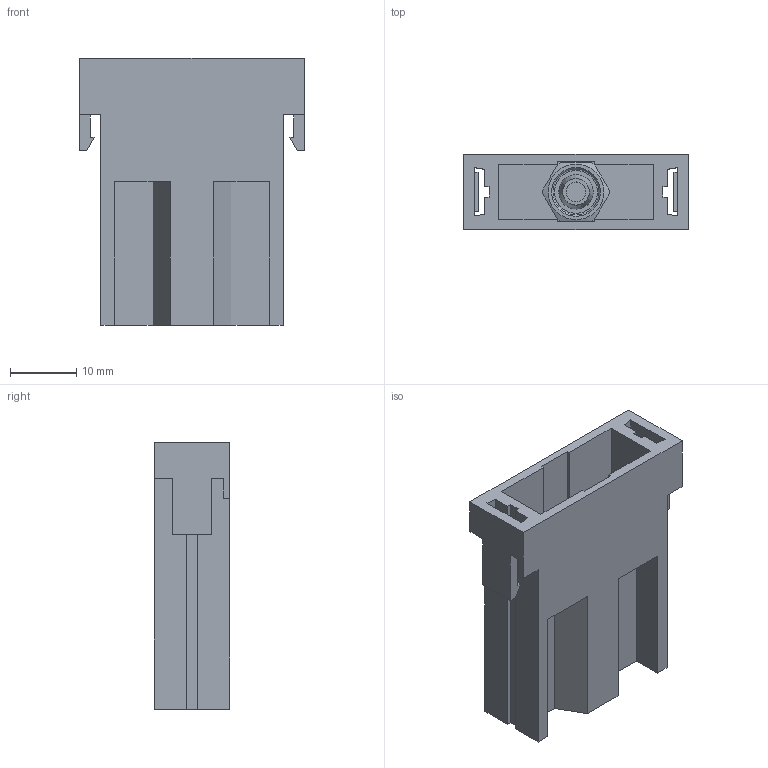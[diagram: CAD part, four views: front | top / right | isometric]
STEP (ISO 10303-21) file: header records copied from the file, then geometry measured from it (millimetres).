
FILE_DESCRIPTION(/* description */ (''),/* implementation_level */ '2;1');
FILE_NAME(/* name */ 'C146_H01_044_G8.stp',/* time_stamp */ '2016-02-16T08:41:59+01:00',/* author */ (''),/* organization */ (''),/* preprocessor_version */ 'ST-DEVELOPER v15',/* originating_system */ 'SIEMENS PLM Software NX 9.0',/* authorisation */ '');
FILE_SCHEMA (('CONFIG_CONTROL_DESIGN'));
Length unit declared in the file: millimetre
Products named in the file (1): c3d-c146 h01 044 g8nxm001-01
Bounding box: 34 x 11.41 x 40.5 mm (x, y, z)
Volume: 6998.5 mm3; surface area: 8594 mm2
Topology: 30 solids, 30 shells, 612 faces, 1609 edges, 1066 vertices
Faces by surface type: plane 299, bspline 271, cylinder 30, cone 12
Entity records: 31443 total; most frequent: CARTESIAN_POINT 18117, ORIENTED_EDGE 3218, DIRECTION 1779, EDGE_CURVE 1609, VERTEX_POINT 1066, LINE 947, VECTOR 947, EDGE_LOOP 659
